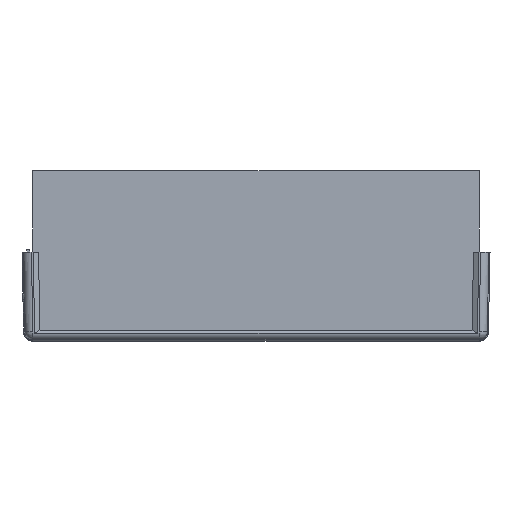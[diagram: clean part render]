
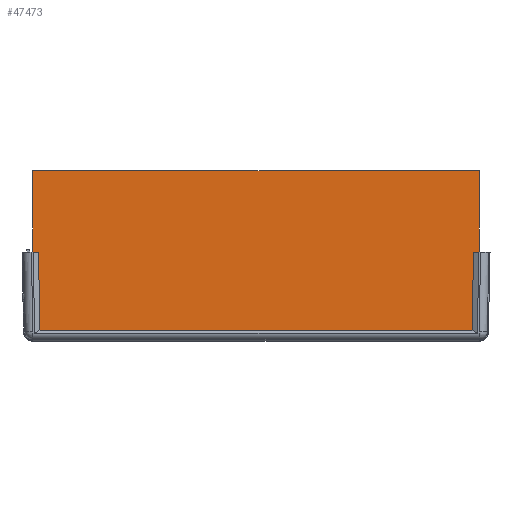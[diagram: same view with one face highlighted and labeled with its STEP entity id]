
A CAD part, left-side view. The second image highlights one B-rep face of the part: STEP entity #47473.
In plain terms, the highlighted face is planar.
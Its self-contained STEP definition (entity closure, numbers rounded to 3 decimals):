
#47473 = ADVANCED_FACE('',(#47474),#47488,.F.);
#47474 = FACE_BOUND('',#47475,.T.);
#47475 = EDGE_LOOP('',(#47476,#47511,#47539,#47567));
#47476 = ORIENTED_EDGE('',*,*,#47477,.F.);
#47477 = EDGE_CURVE('',#47478,#47480,#47482,.T.);
#47478 = VERTEX_POINT('',#47479);
#47479 = CARTESIAN_POINT('',(-95.65,34.75,-0.825));
#47480 = VERTEX_POINT('',#47481);
#47481 = CARTESIAN_POINT('',(-95.65,-34.75,-0.825));
#47482 = SURFACE_CURVE('',#47483,(#47487,#47499),.PCURVE_S1.);
#47483 = LINE('',#47484,#47485);
#47484 = CARTESIAN_POINT('',(-95.65,34.75,-0.825));
#47485 = VECTOR('',#47486,1.);
#47486 = DIRECTION('',(0.,-1.,0.));
#47487 = PCURVE('',#47488,#47493);
#47488 = PLANE('',#47489);
#47489 = AXIS2_PLACEMENT_3D('',#47490,#47491,#47492);
#47490 = CARTESIAN_POINT('',(0.,0.,-0.825));
#47491 = DIRECTION('',(0.,0.,1.));
#47492 = DIRECTION('',(1.,0.,-0.));
#47493 = DEFINITIONAL_REPRESENTATION('',(#47494),#47498);
#47494 = LINE('',#47495,#47496);
#47495 = CARTESIAN_POINT('',(-95.65,34.75));
#47496 = VECTOR('',#47497,1.);
#47497 = DIRECTION('',(0.,-1.));
#47498 = ( GEOMETRIC_REPRESENTATION_CONTEXT(2) 
PARAMETRIC_REPRESENTATION_CONTEXT() REPRESENTATION_CONTEXT('2D SPACE',''
  ) );
#47499 = PCURVE('',#47500,#47505);
#47500 = PLANE('',#47501);
#47501 = AXIS2_PLACEMENT_3D('',#47502,#47503,#47504);
#47502 = CARTESIAN_POINT('',(-95.65,-34.75,0.));
#47503 = DIRECTION('',(-1.,0.,0.));
#47504 = DIRECTION('',(0.,0.,1.));
#47505 = DEFINITIONAL_REPRESENTATION('',(#47506),#47510);
#47506 = LINE('',#47507,#47508);
#47507 = CARTESIAN_POINT('',(-0.825,69.5));
#47508 = VECTOR('',#47509,1.);
#47509 = DIRECTION('',(0.,-1.));
#47510 = ( GEOMETRIC_REPRESENTATION_CONTEXT(2) 
PARAMETRIC_REPRESENTATION_CONTEXT() REPRESENTATION_CONTEXT('2D SPACE',''
  ) );
#47511 = ORIENTED_EDGE('',*,*,#47512,.F.);
#47512 = EDGE_CURVE('',#47513,#47478,#47515,.T.);
#47513 = VERTEX_POINT('',#47514);
#47514 = CARTESIAN_POINT('',(95.65,34.75,-0.825));
#47515 = SURFACE_CURVE('',#47516,(#47520,#47527),.PCURVE_S1.);
#47516 = LINE('',#47517,#47518);
#47517 = CARTESIAN_POINT('',(95.65,34.75,-0.825));
#47518 = VECTOR('',#47519,1.);
#47519 = DIRECTION('',(-1.,0.,0.));
#47520 = PCURVE('',#47488,#47521);
#47521 = DEFINITIONAL_REPRESENTATION('',(#47522),#47526);
#47522 = LINE('',#47523,#47524);
#47523 = CARTESIAN_POINT('',(95.65,34.75));
#47524 = VECTOR('',#47525,1.);
#47525 = DIRECTION('',(-1.,0.));
#47526 = ( GEOMETRIC_REPRESENTATION_CONTEXT(2) 
PARAMETRIC_REPRESENTATION_CONTEXT() REPRESENTATION_CONTEXT('2D SPACE',''
  ) );
#47527 = PCURVE('',#47528,#47533);
#47528 = PLANE('',#47529);
#47529 = AXIS2_PLACEMENT_3D('',#47530,#47531,#47532);
#47530 = CARTESIAN_POINT('',(-95.65,34.75,0.));
#47531 = DIRECTION('',(0.,1.,0.));
#47532 = DIRECTION('',(0.,-0.,1.));
#47533 = DEFINITIONAL_REPRESENTATION('',(#47534),#47538);
#47534 = LINE('',#47535,#47536);
#47535 = CARTESIAN_POINT('',(-0.825,191.3));
#47536 = VECTOR('',#47537,1.);
#47537 = DIRECTION('',(0.,-1.));
#47538 = ( GEOMETRIC_REPRESENTATION_CONTEXT(2) 
PARAMETRIC_REPRESENTATION_CONTEXT() REPRESENTATION_CONTEXT('2D SPACE',''
  ) );
#47539 = ORIENTED_EDGE('',*,*,#47540,.F.);
#47540 = EDGE_CURVE('',#47541,#47513,#47543,.T.);
#47541 = VERTEX_POINT('',#47542);
#47542 = CARTESIAN_POINT('',(95.65,-34.75,-0.825));
#47543 = SURFACE_CURVE('',#47544,(#47548,#47555),.PCURVE_S1.);
#47544 = LINE('',#47545,#47546);
#47545 = CARTESIAN_POINT('',(95.65,-34.75,-0.825));
#47546 = VECTOR('',#47547,1.);
#47547 = DIRECTION('',(0.,1.,0.));
#47548 = PCURVE('',#47488,#47549);
#47549 = DEFINITIONAL_REPRESENTATION('',(#47550),#47554);
#47550 = LINE('',#47551,#47552);
#47551 = CARTESIAN_POINT('',(95.65,-34.75));
#47552 = VECTOR('',#47553,1.);
#47553 = DIRECTION('',(0.,1.));
#47554 = ( GEOMETRIC_REPRESENTATION_CONTEXT(2) 
PARAMETRIC_REPRESENTATION_CONTEXT() REPRESENTATION_CONTEXT('2D SPACE',''
  ) );
#47555 = PCURVE('',#47556,#47561);
#47556 = PLANE('',#47557);
#47557 = AXIS2_PLACEMENT_3D('',#47558,#47559,#47560);
#47558 = CARTESIAN_POINT('',(95.65,34.75,0.));
#47559 = DIRECTION('',(1.,0.,0.));
#47560 = DIRECTION('',(0.,0.,-1.));
#47561 = DEFINITIONAL_REPRESENTATION('',(#47562),#47566);
#47562 = LINE('',#47563,#47564);
#47563 = CARTESIAN_POINT('',(0.825,-69.5));
#47564 = VECTOR('',#47565,1.);
#47565 = DIRECTION('',(0.,1.));
#47566 = ( GEOMETRIC_REPRESENTATION_CONTEXT(2) 
PARAMETRIC_REPRESENTATION_CONTEXT() REPRESENTATION_CONTEXT('2D SPACE',''
  ) );
#47567 = ORIENTED_EDGE('',*,*,#47568,.F.);
#47568 = EDGE_CURVE('',#47480,#47541,#47569,.T.);
#47569 = SURFACE_CURVE('',#47570,(#47574,#47581),.PCURVE_S1.);
#47570 = LINE('',#47571,#47572);
#47571 = CARTESIAN_POINT('',(-95.65,-34.75,-0.825));
#47572 = VECTOR('',#47573,1.);
#47573 = DIRECTION('',(1.,0.,0.));
#47574 = PCURVE('',#47488,#47575);
#47575 = DEFINITIONAL_REPRESENTATION('',(#47576),#47580);
#47576 = LINE('',#47577,#47578);
#47577 = CARTESIAN_POINT('',(-95.65,-34.75));
#47578 = VECTOR('',#47579,1.);
#47579 = DIRECTION('',(1.,0.));
#47580 = ( GEOMETRIC_REPRESENTATION_CONTEXT(2) 
PARAMETRIC_REPRESENTATION_CONTEXT() REPRESENTATION_CONTEXT('2D SPACE',''
  ) );
#47581 = PCURVE('',#47582,#47587);
#47582 = PLANE('',#47583);
#47583 = AXIS2_PLACEMENT_3D('',#47584,#47585,#47586);
#47584 = CARTESIAN_POINT('',(95.65,-34.75,0.));
#47585 = DIRECTION('',(0.,-1.,0.));
#47586 = DIRECTION('',(0.,0.,-1.));
#47587 = DEFINITIONAL_REPRESENTATION('',(#47588),#47592);
#47588 = LINE('',#47589,#47590);
#47589 = CARTESIAN_POINT('',(0.825,-191.3));
#47590 = VECTOR('',#47591,1.);
#47591 = DIRECTION('',(0.,1.));
#47592 = ( GEOMETRIC_REPRESENTATION_CONTEXT(2) 
PARAMETRIC_REPRESENTATION_CONTEXT() REPRESENTATION_CONTEXT('2D SPACE',''
  ) );
